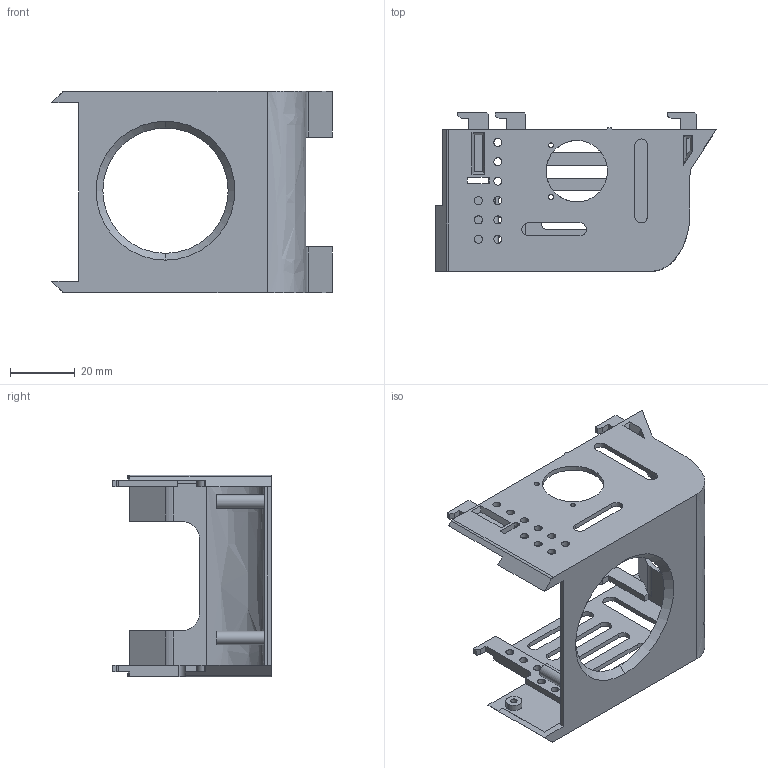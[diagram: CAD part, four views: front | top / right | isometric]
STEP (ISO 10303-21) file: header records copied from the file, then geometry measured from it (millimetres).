
FILE_DESCRIPTION (( 'STEP AP203' ), '1' );
FILE_NAME ('Druckkopfabdeckung vorne.STEP', '2024-02-20T14:04:41', ( '' ), ( '' ), 'SwSTEP 2.0', 'SolidWorks 2021', '' );
FILE_SCHEMA (( 'CONFIG_CONTROL_DESIGN' ));
Length unit declared in the file: millimetre
Products named in the file (1): Druckkopfabdeckung vorne
Bounding box: 86.83 x 49.2 x 62.4 mm (x, y, z)
Volume: 18138.1 mm3; surface area: 22868.6 mm2
Topology: 1 solids, 1 shells, 242 faces, 679 edges, 449 vertices
Faces by surface type: plane 135, cylinder 103, cone 2, bspline 2
Entity records: 8164 total; most frequent: CARTESIAN_POINT 1549, DIRECTION 1359, ORIENTED_EDGE 1358, EDGE_CURVE 679, VECTOR 457, LINE 457, AXIS2_PLACEMENT_3D 451, VERTEX_POINT 449
